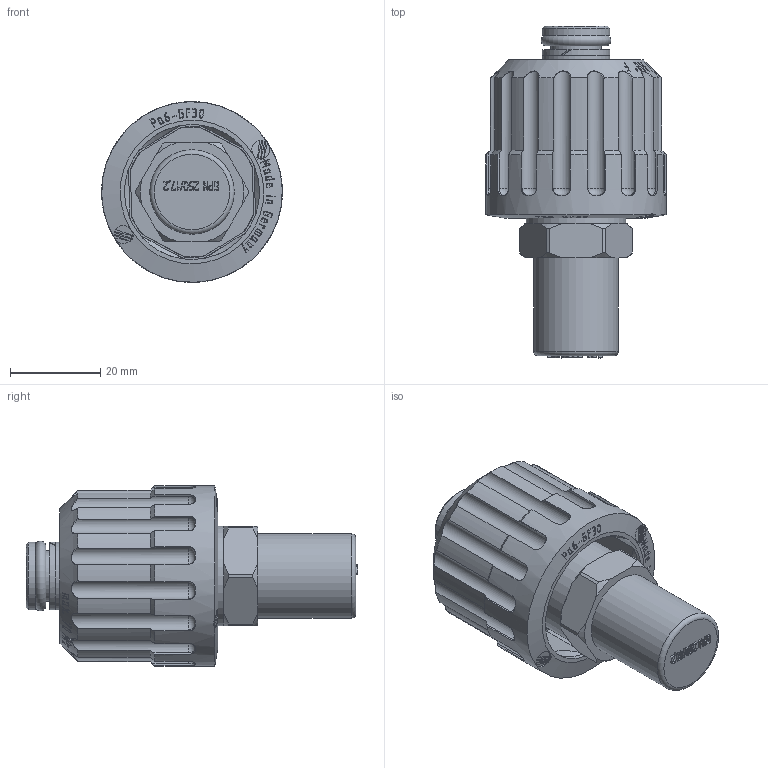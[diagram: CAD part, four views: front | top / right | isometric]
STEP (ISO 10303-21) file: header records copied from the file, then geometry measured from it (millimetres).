
FILE_DESCRIPTION(/* description */ ('Unknown'),/* implementation_level */ '2;1');
FILE_NAME(/* name */ '200740501',/* time_stamp */ '2022-07-11T12:38:36+02:00',/* author */ ('Unknown'),/* organization */ ('Unknown'),/* preprocessor_version */ 'ST-DEVELOPER v18.102',/* originating_system */ 'Solid Edge',/* authorisation */ 'Unknown');
FILE_SCHEMA (('AUTOMOTIVE_DESIGN {1 0 10303 214 3 1 1}'));
Length unit declared in the file: millimetre
Products named in the file (12): 20 0740 501_Handverschraubung-ST740-G3_8AG; 04-6751_Gegenmutter-G3_8AG; 20 0742 501_Überwurfmutter-ST-742-rot-kpl; 04-6700_Überwurfmutter-ST-740; 02-4530_Handrad-ST-742-rot; 20 0743 500_Stecknippel-ST-743; 04-6710_2_Stecknippel ST-743; 05-0408_O-Ring_10,6x2,4; 05-1521_O-Ring_10x1,5; 05-0126_Stützring_G11,8x14x1; 05-0407_Stützring_G11,1x15x1,4-Bronze; 02-3592_Schraubkappe_GPN250-17,2_gelb
Assembly tree (13 placements, depth 3):
  20 0740 501_Handverschraubung-ST740-G3_8AG
    04-6751_Gegenmutter-G3_8AG
    20 0742 501_Überwurfmutter-ST-742-rot-kpl
      04-6700_Überwurfmutter-ST-740
      02-4530_Handrad-ST-742-rot
    20 0743 500_Stecknippel-ST-743
      04-6710_2_Stecknippel ST-743
      05-0408_O-Ring_10,6x2,4  x2
      05-1521_O-Ring_10x1,5
      05-0126_Stützring_G11,8x14x1
      05-0407_Stützring_G11,1x15x1,4-Bronze  x2
    02-3592_Schraubkappe_GPN250-17,2_gelb
Bounding box: 40 x 73.5 x 40 mm (x, y, z)
Volume: 36211.1 mm3; surface area: 26346.1 mm2
Topology: 11 solids, 11 shells, 969 faces, 2469 edges, 1625 vertices
Faces by surface type: plane 557, cylinder 151, bspline 147, cone 88, torus 26
Full cylindrical faces by diameter (mm): 8 x2, 11.1 x2, 11.8 x1, 14 x3, 14.424 x1, 14.917 x1, 15 x3, 16 x1, 16.66 x1, 17 x2, 17.6 x1, 18.7 x1, 22 x1, 22.16 x1, 22.376 x1, 26 x1, 26.8 x1, 27 x1, 29.9 x1, 40 x1
Entity records: 40097 total; most frequent: CARTESIAN_POINT 13510, ORIENTED_EDGE 4724, DIRECTION 3167, EDGE_CURVE 2362, VERTEX_POINT 1596, B_SPLINE_CURVE_WITH_KNOTS 1193, AXIS2_PLACEMENT_3D 1169, FACE_BOUND 1148
